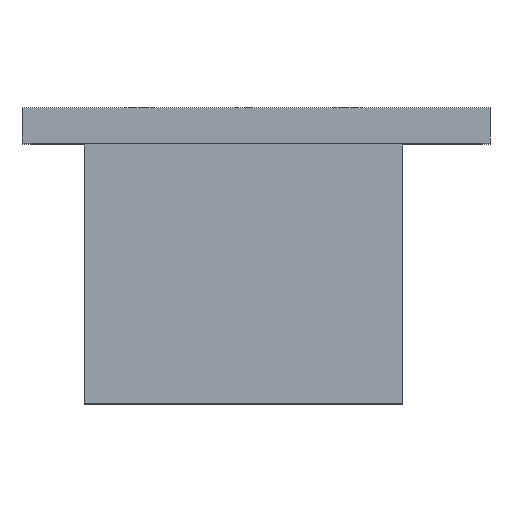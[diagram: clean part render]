
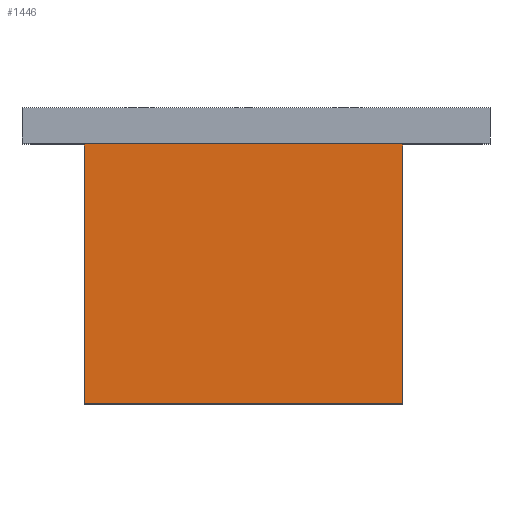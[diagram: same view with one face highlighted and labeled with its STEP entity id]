
A CAD part, top view. The second image highlights one B-rep face of the part: STEP entity #1446.
In plain terms, the highlighted planar face has unit normal (0, 0, 1).
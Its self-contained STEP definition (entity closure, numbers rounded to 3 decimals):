
#276=FACE_OUTER_BOUND('',#353,.T.);
#353=EDGE_LOOP('',(#1254,#1255,#1256,#1257));
#438=LINE('',#2104,#591);
#508=LINE('',#2247,#661);
#509=LINE('',#2248,#662);
#510=LINE('',#2249,#663);
#591=VECTOR('',#1755,10.);
#661=VECTOR('',#1875,10.);
#662=VECTOR('',#1876,10.);
#663=VECTOR('',#1877,10.);
#742=VERTEX_POINT('',#2101);
#743=VERTEX_POINT('',#2103);
#790=VERTEX_POINT('',#2245);
#791=VERTEX_POINT('',#2246);
#890=EDGE_CURVE('',#742,#743,#438,.T.);
#960=EDGE_CURVE('',#790,#791,#508,.T.);
#961=EDGE_CURVE('',#791,#743,#509,.T.);
#962=EDGE_CURVE('',#790,#742,#510,.T.);
#1254=ORIENTED_EDGE('',*,*,#960,.T.);
#1255=ORIENTED_EDGE('',*,*,#961,.T.);
#1256=ORIENTED_EDGE('',*,*,#890,.F.);
#1257=ORIENTED_EDGE('',*,*,#962,.F.);
#1379=PLANE('',#1558);
#1446=ADVANCED_FACE('',(#276),#1379,.T.);
#1558=AXIS2_PLACEMENT_3D('',#2244,#1873,#1874);
#1755=DIRECTION('',(1.,0.,0.));
#1873=DIRECTION('center_axis',(0.,0.,1.));
#1874=DIRECTION('ref_axis',(1.,0.,0.));
#1875=DIRECTION('',(1.,0.,0.));
#1876=DIRECTION('',(0.,1.,0.));
#1877=DIRECTION('',(0.,1.,0.));
#2101=CARTESIAN_POINT('',(3.102,77.912,54.563));
#2103=CARTESIAN_POINT('',(79.438,77.912,54.563));
#2104=CARTESIAN_POINT('',(3.102,77.912,54.563));
#2244=CARTESIAN_POINT('Origin',(41.27,37.912,54.563));
#2245=CARTESIAN_POINT('',(3.102,7.912,54.563));
#2246=CARTESIAN_POINT('',(79.438,7.912,54.563));
#2247=CARTESIAN_POINT('',(79.438,7.912,54.563));
#2248=CARTESIAN_POINT('',(79.438,67.912,54.563));
#2249=CARTESIAN_POINT('',(3.102,67.912,54.563));
